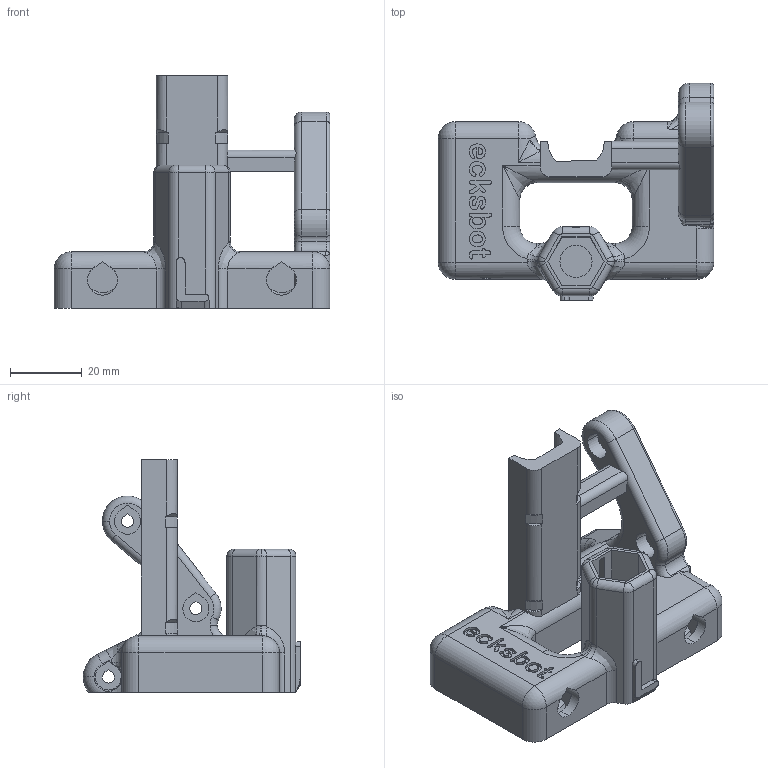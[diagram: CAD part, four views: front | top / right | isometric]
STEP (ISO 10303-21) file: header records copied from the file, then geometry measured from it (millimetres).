
FILE_DESCRIPTION (( 'STEP AP203' ), '1' );
FILE_NAME ('Ecksbot_x_end_motorx1.STEP', '2012-08-01T05:32:18', ( '' ), ( '' ), 'SwSTEP 2.0', 'SolidWorks 2012', '' );
FILE_SCHEMA (( 'CONFIG_CONTROL_DESIGN' ));
Length unit declared in the file: millimetre
Products named in the file (1): Ecksbot_x_end_motorx1
Bounding box: 77 x 60.77 x 65 mm (x, y, z)
Volume: 51071.9 mm3; surface area: 24583 mm2
Topology: 1 solids, 1 shells, 445 faces, 1214 edges, 773 vertices
Faces by surface type: plane 177, bspline 117, cylinder 108, torus 30, cone 8, sphere 5
Entity records: 19968 total; most frequent: CARTESIAN_POINT 9430, ORIENTED_EDGE 2408, DIRECTION 1842, EDGE_CURVE 1204, VERTEX_POINT 773, VECTOR 638, LINE 638, AXIS2_PLACEMENT_3D 602
